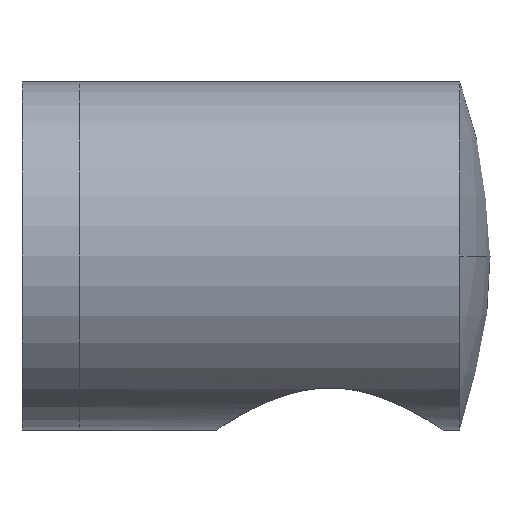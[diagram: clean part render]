
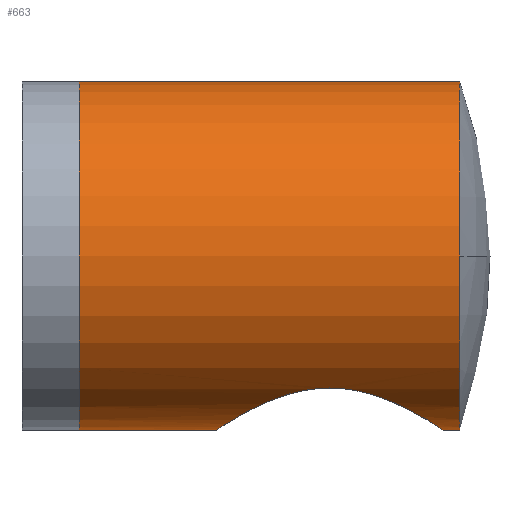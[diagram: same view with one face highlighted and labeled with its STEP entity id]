
A CAD part, front view. The second image highlights one B-rep face of the part: STEP entity #663.
In plain terms, the highlighted cylindrical face has radius 12.5 mm (diameter 25 mm), a partial arc.
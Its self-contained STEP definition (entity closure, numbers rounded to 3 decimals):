
#107 = CARTESIAN_POINT ( 'NONE',  ( 21.384, -7.053, -10.326 ) ) ;
#134 = VERTEX_POINT ( 'NONE', #177 ) ;
#170 = DIRECTION ( 'NONE',  ( -1., 0., 0. ) ) ;
#177 = CARTESIAN_POINT ( 'NONE',  ( 34.825, -12.5, 0. ) ) ;
#199 = CARTESIAN_POINT ( 'NONE',  ( 0., 0., 12.5 ) ) ;
#211 = AXIS2_PLACEMENT_3D ( 'NONE', #943, #1333, #2243 ) ;
#279 = CARTESIAN_POINT ( 'NONE',  ( 17.364, -0.555, -12.491 ) ) ;
#308 = EDGE_LOOP ( 'NONE', ( #1100, #563, #2150, #2017, #2082, #323, #2457, #1090 ) ) ;
#309 = CARTESIAN_POINT ( 'NONE',  ( 21.839, -7.3, -10.15 ) ) ;
#323 = ORIENTED_EDGE ( 'NONE', *, *, #2288, .F. ) ;
#327 = CYLINDRICAL_SURFACE ( 'NONE', #211, 12.5 ) ;
#329 = EDGE_CURVE ( 'NONE', #787, #2662, #2578, .T. ) ;
#355 = CARTESIAN_POINT ( 'NONE',  ( 33.581, -1.097, -12.455 ) ) ;
#523 = CARTESIAN_POINT ( 'NONE',  ( 24.127, -8.038, -9.573 ) ) ;
#533 = CARTESIAN_POINT ( 'NONE',  ( 25.5, -8.15, -9.478 ) ) ;
#542 = VECTOR ( 'NONE', #170, 1000. ) ;
#562 = CARTESIAN_POINT ( 'NONE',  ( 32.896, -3.433, -12.022 ) ) ;
#563 = ORIENTED_EDGE ( 'NONE', *, *, #1481, .T. ) ;
#573 = CARTESIAN_POINT ( 'NONE',  ( 33.65, -0.274, -12.5 ) ) ;
#588 = CARTESIAN_POINT ( 'NONE',  ( 0., 0., -12.5 ) ) ;
#609 = AXIS2_PLACEMENT_3D ( 'NONE', #1215, #2666, #1426 ) ;
#623 = EDGE_CURVE ( 'NONE', #2664, #1985, #2547, .T. ) ;
#663 = ADVANCED_FACE ( 'NONE', ( #2392 ), #327, .T. ) ;
#701 = CARTESIAN_POINT ( 'NONE',  ( 18.463, -4.146, -11.802 ) ) ;
#730 = CARTESIAN_POINT ( 'NONE',  ( 24.397, -8.08, -9.538 ) ) ;
#787 = VERTEX_POINT ( 'NONE', #803 ) ;
#792 = CARTESIAN_POINT ( 'NONE',  ( 33.212, -2.691, -12.218 ) ) ;
#803 = CARTESIAN_POINT ( 'NONE',  ( 17.35, 0., -12.5 ) ) ;
#820 = CARTESIAN_POINT ( 'NONE',  ( 27.664, -7.862, -9.718 ) ) ;
#832 = CARTESIAN_POINT ( 'NONE',  ( 30.482, -6.471, -10.7 ) ) ;
#909 = AXIS2_PLACEMENT_3D ( 'NONE', #2219, #2632, #1784 ) ;
#929 = VECTOR ( 'NONE', #2331, 1000. ) ;
#943 = CARTESIAN_POINT ( 'NONE',  ( 0., 0., 0. ) ) ;
#949 = CIRCLE ( 'NONE', #609, 12.5 ) ;
#971 = CARTESIAN_POINT ( 'NONE',  ( 25.224, -8.15, -9.478 ) ) ;
#1009 = CARTESIAN_POINT ( 'NONE',  ( 33.538, -1.372, -12.427 ) ) ;
#1038 = CARTESIAN_POINT ( 'NONE',  ( 28.426, -7.611, -9.916 ) ) ;
#1049 = CARTESIAN_POINT ( 'NONE',  ( 30.882, -6.142, -10.895 ) ) ;
#1090 = ORIENTED_EDGE ( 'NONE', *, *, #2149, .T. ) ;
#1100 = ORIENTED_EDGE ( 'NONE', *, *, #1143, .F. ) ;
#1143 = EDGE_CURVE ( 'NONE', #2310, #1469, #2289, .T. ) ;
#1158 = CARTESIAN_POINT ( 'NONE',  ( 33.65, 0., -12.5 ) ) ;
#1159 = CARTESIAN_POINT ( 'NONE',  ( 20.12, -6.144, -10.894 ) ) ;
#1188 = VERTEX_POINT ( 'NONE', #2485 ) ;
#1215 = CARTESIAN_POINT ( 'NONE',  ( 34.825, 0., 0. ) ) ;
#1230 = CARTESIAN_POINT ( 'NONE',  ( 32.388, -4.364, -11.716 ) ) ;
#1265 = CARTESIAN_POINT ( 'NONE',  ( 32.779, -3.676, -11.95 ) ) ;
#1296 = CARTESIAN_POINT ( 'NONE',  ( 17.79, -2.697, -12.216 ) ) ;
#1333 = DIRECTION ( 'NONE',  ( -1., 0., 0. ) ) ;
#1360 = EDGE_CURVE ( 'NONE', #134, #1188, #2101, .T. ) ;
#1426 = DIRECTION ( 'NONE',  ( 0., 0., 1. ) ) ;
#1435 = CARTESIAN_POINT ( 'NONE',  ( 28.176, -7.703, -9.845 ) ) ;
#1443 = CARTESIAN_POINT ( 'NONE',  ( 7.5, 0., 12.5 ) ) ;
#1469 = VERTEX_POINT ( 'NONE', #1158 ) ;
#1481 = EDGE_CURVE ( 'NONE', #2310, #134, #949, .T. ) ;
#1570 = CARTESIAN_POINT ( 'NONE',  ( 17.42, -1.101, -12.454 ) ) ;
#1634 = CARTESIAN_POINT ( 'NONE',  ( 29.623, -7.049, -10.328 ) ) ;
#1640 = EDGE_CURVE ( 'NONE', #1188, #1985, #2407, .T. ) ;
#1659 = VECTOR ( 'NONE', #2096, 1000. ) ;
#1682 = CARTESIAN_POINT ( 'NONE',  ( 34.825, 0., 0. ) ) ;
#1693 = CARTESIAN_POINT ( 'NONE',  ( 34.825, 0., -12.5 ) ) ;
#1727 = CARTESIAN_POINT ( 'NONE',  ( 17.35, 0., -12.5 ) ) ;
#1784 = DIRECTION ( 'NONE',  ( 0., 0., 1. ) ) ;
#1809 = CARTESIAN_POINT ( 'NONE',  ( 24.944, -8.136, -9.49 ) ) ;
#1819 = CARTESIAN_POINT ( 'NONE',  ( 23.331, -7.875, -9.709 ) ) ;
#1842 = CARTESIAN_POINT ( 'NONE',  ( 25.5, -8.15, -9.478 ) ) ;
#1853 = CARTESIAN_POINT ( 'NONE',  ( 33.636, -0.548, -12.491 ) ) ;
#1872 = CARTESIAN_POINT ( 'NONE',  ( 27.399, -7.93, -9.663 ) ) ;
#1904 = AXIS2_PLACEMENT_3D ( 'NONE', #1682, #2705, #2308 ) ;
#1921 = CARTESIAN_POINT ( 'NONE',  ( 17.462, -1.371, -12.428 ) ) ;
#1944 = CARTESIAN_POINT ( 'NONE',  ( 0., 0., -12.5 ) ) ;
#1982 = CARTESIAN_POINT ( 'NONE',  ( 18.209, -3.681, -11.956 ) ) ;
#1985 = VERTEX_POINT ( 'NONE', #1443 ) ;
#1999 = CARTESIAN_POINT ( 'NONE',  ( 7.5, 0., -12.5 ) ) ;
#2017 = ORIENTED_EDGE ( 'NONE', *, *, #1640, .T. ) ;
#2033 = CARTESIAN_POINT ( 'NONE',  ( 22.81, -7.711, -9.841 ) ) ;
#2082 = ORIENTED_EDGE ( 'NONE', *, *, #623, .F. ) ;
#2092 = CARTESIAN_POINT ( 'NONE',  ( 26.596, -8.094, -9.526 ) ) ;
#2096 = DIRECTION ( 'NONE',  ( -1., 0., 0. ) ) ;
#2101 = CIRCLE ( 'NONE', #1904, 12.5 ) ;
#2104 = CARTESIAN_POINT ( 'NONE',  ( 26.052, -8.15, -9.478 ) ) ;
#2149 = EDGE_CURVE ( 'NONE', #2662, #1469, #2244, .T. ) ;
#2150 = ORIENTED_EDGE ( 'NONE', *, *, #1360, .T. ) ;
#2198 = CARTESIAN_POINT ( 'NONE',  ( 19.057, -5.018, -11.458 ) ) ;
#2218 = CARTESIAN_POINT ( 'NONE',  ( 25.5, -8.15, -9.478 ) ) ;
#2219 = CARTESIAN_POINT ( 'NONE',  ( 7.5, 0., 0. ) ) ;
#2243 = DIRECTION ( 'NONE',  ( 0., 0., 1. ) ) ;
#2244 = B_SPLINE_CURVE_WITH_KNOTS ( 'NONE', 3,
 ( #1842, #2104, #2092, #1872, #820, #1435, #1038, #2496, #1634, #832, #1049, #2282, #2703, #1230, #2505, #1265, #562, #792, #2269, #1009, #355, #1853, #573, #2526 ),
 .UNSPECIFIED., .F., .F.,
 ( 4, 2, 2, 2, 2, 2, 2, 2, 2, 2, 2, 4 ),
 ( 0.026, 0.028, 0.029, 0.03, 0.031, 0.033, 0.034, 0.035, 0.036, 0.038, 0.039, 0.039 ),
 .UNSPECIFIED. ) ;
#2269 = CARTESIAN_POINT ( 'NONE',  ( 33.373, -2.177, -12.321 ) ) ;
#2282 = CARTESIAN_POINT ( 'NONE',  ( 31.619, -5.408, -11.277 ) ) ;
#2288 = EDGE_CURVE ( 'NONE', #787, #2664, #2336, .T. ) ;
#2289 = LINE ( 'NONE', #588, #1659 ) ;
#2308 = DIRECTION ( 'NONE',  ( 0., 0., 1. ) ) ;
#2310 = VERTEX_POINT ( 'NONE', #1693 ) ;
#2326 = CARTESIAN_POINT ( 'NONE',  ( 17.626, -2.171, -12.322 ) ) ;
#2331 = DIRECTION ( 'NONE',  ( -1., 0., 0. ) ) ;
#2336 = LINE ( 'NONE', #1944, #929 ) ;
#2392 = FACE_OUTER_BOUND ( 'NONE', #308, .T. ) ;
#2407 = LINE ( 'NONE', #199, #542 ) ;
#2439 = CARTESIAN_POINT ( 'NONE',  ( 19.388, -5.416, -11.273 ) ) ;
#2457 = ORIENTED_EDGE ( 'NONE', *, *, #329, .T. ) ;
#2485 = CARTESIAN_POINT ( 'NONE',  ( 34.825, 0., 12.5 ) ) ;
#2496 = CARTESIAN_POINT ( 'NONE',  ( 29.158, -7.302, -10.148 ) ) ;
#2505 = CARTESIAN_POINT ( 'NONE',  ( 32.525, -4.141, -11.797 ) ) ;
#2526 = CARTESIAN_POINT ( 'NONE',  ( 33.65, 0., -12.5 ) ) ;
#2547 = CIRCLE ( 'NONE', #909, 12.5 ) ;
#2578 = B_SPLINE_CURVE_WITH_KNOTS ( 'NONE', 3,
 ( #1727, #2603, #279, #1570, #1921, #2326, #1296, #1982, #701, #2198, #2439, #1159, #2612, #107, #309, #2033, #1819, #523, #730, #1809, #971, #533 ),
 .UNSPECIFIED., .F., .F.,
 ( 4, 2, 2, 2, 2, 2, 2, 2, 2, 2, 4 ),
 ( 0.013, 0.014, 0.015, 0.016, 0.018, 0.02, 0.021, 0.023, 0.025, 0.025, 0.026 ),
 .UNSPECIFIED. ) ;
#2603 = CARTESIAN_POINT ( 'NONE',  ( 17.35, -0.277, -12.5 ) ) ;
#2612 = CARTESIAN_POINT ( 'NONE',  ( 20.525, -6.476, -10.697 ) ) ;
#2632 = DIRECTION ( 'NONE',  ( -1., 0., 0. ) ) ;
#2662 = VERTEX_POINT ( 'NONE', #2218 ) ;
#2664 = VERTEX_POINT ( 'NONE', #1999 ) ;
#2666 = DIRECTION ( 'NONE',  ( -1., 0., 0. ) ) ;
#2703 = CARTESIAN_POINT ( 'NONE',  ( 31.949, -5.01, -11.461 ) ) ;
#2705 = DIRECTION ( 'NONE',  ( -1., 0., 0. ) ) ;
